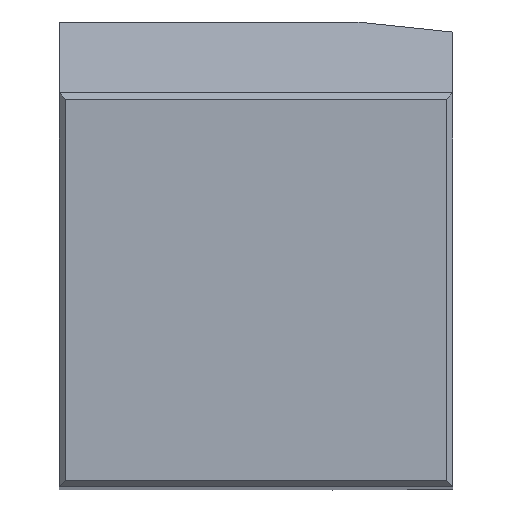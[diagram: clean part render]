
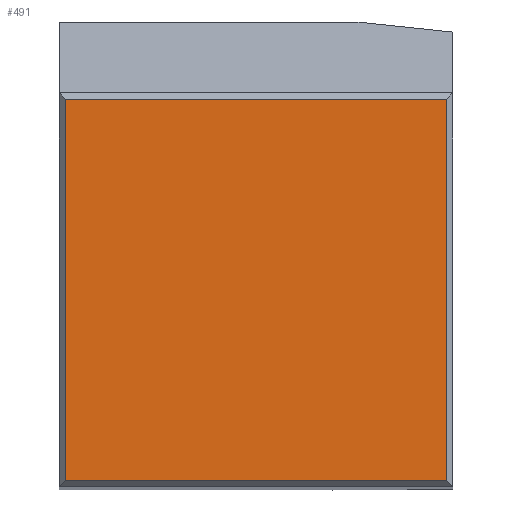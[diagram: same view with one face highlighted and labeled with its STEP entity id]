
A CAD part, top view. The second image highlights one B-rep face of the part: STEP entity #491.
In plain terms, the highlighted planar face has unit normal (0, 0, 1).
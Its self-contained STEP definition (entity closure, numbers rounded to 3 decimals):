
#112=DIRECTION('',(-1.,0.,0.));
#113=VECTOR('',#112,31.);
#114=CARTESIAN_POINT('',(31.5,31.5,0.));
#115=LINE('',#114,#113);
#119=DIRECTION('',(0.,1.,0.));
#120=VECTOR('',#119,31.);
#121=CARTESIAN_POINT('',(31.5,0.5,0.));
#122=LINE('',#121,#120);
#126=DIRECTION('',(1.,0.,0.));
#127=VECTOR('',#126,31.);
#128=CARTESIAN_POINT('',(0.5,0.5,0.));
#129=LINE('',#128,#127);
#133=DIRECTION('',(0.,-1.,0.));
#134=VECTOR('',#133,31.);
#135=CARTESIAN_POINT('',(0.5,31.5,0.));
#136=LINE('',#135,#134);
#434=CARTESIAN_POINT('',(31.5,31.5,0.));
#435=CARTESIAN_POINT('',(0.5,31.5,0.));
#436=VERTEX_POINT('',#434);
#437=VERTEX_POINT('',#435);
#438=CARTESIAN_POINT('',(0.5,0.5,0.));
#439=VERTEX_POINT('',#438);
#444=CARTESIAN_POINT('',(31.5,0.5,0.));
#445=VERTEX_POINT('',#444);
#476=CARTESIAN_POINT('',(0.,0.,0.));
#477=DIRECTION('',(0.,0.,-1.));
#478=DIRECTION('',(0.,1.,0.));
#479=AXIS2_PLACEMENT_3D('',#476,#477,#478);
#480=PLANE('',#479);
#482=ORIENTED_EDGE('',*,*,#481,.F.);
#484=ORIENTED_EDGE('',*,*,#483,.F.);
#486=ORIENTED_EDGE('',*,*,#485,.F.);
#488=ORIENTED_EDGE('',*,*,#487,.F.);
#489=EDGE_LOOP('',(#482,#484,#486,#488));
#490=FACE_OUTER_BOUND('',#489,.F.);
#481=EDGE_CURVE('',#436,#437,#115,.T.);
#483=EDGE_CURVE('',#445,#436,#122,.T.);
#485=EDGE_CURVE('',#439,#445,#129,.T.);
#487=EDGE_CURVE('',#437,#439,#136,.T.);
#491=ADVANCED_FACE('',(#490),#480,.F.);
